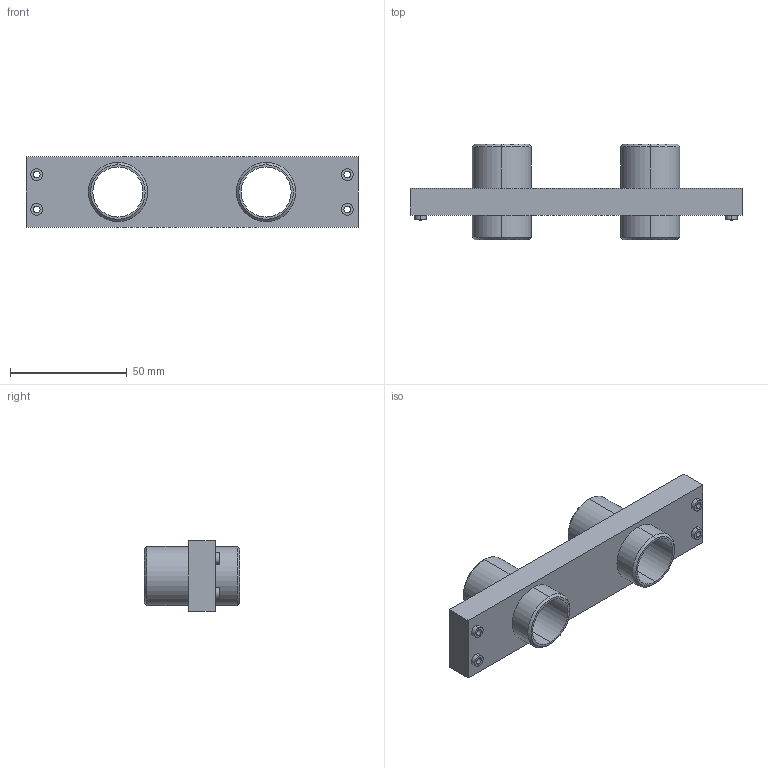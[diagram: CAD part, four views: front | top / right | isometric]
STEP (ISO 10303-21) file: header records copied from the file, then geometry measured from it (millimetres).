
FILE_DESCRIPTION (( 'STEP AP214' ), '1' );
FILE_NAME ('INGUN_22908.STEP', '2021-10-01T07:15:59', ( '' ), ( '' ), 'SwSTEP 2.0', 'SolidWorks 2018', '' );
FILE_SCHEMA (( 'AUTOMOTIVE_DESIGN' ));
Length unit declared in the file: millimetre
Products named in the file (1): INGUN_22908
Bounding box: 142.49 x 41 x 30.23 mm (x, y, z)
Volume: 49137.5 mm3; surface area: 21837.2 mm2
Topology: 1 solids, 1 shells, 62 faces, 136 edges, 88 vertices
Faces by surface type: cylinder 36, plane 18, cone 8
Entity records: 1794 total; most frequent: DIRECTION 342, CARTESIAN_POINT 287, ORIENTED_EDGE 272, AXIS2_PLACEMENT_3D 143, EDGE_CURVE 136, VERTEX_POINT 88, EDGE_LOOP 86, CIRCLE 80
